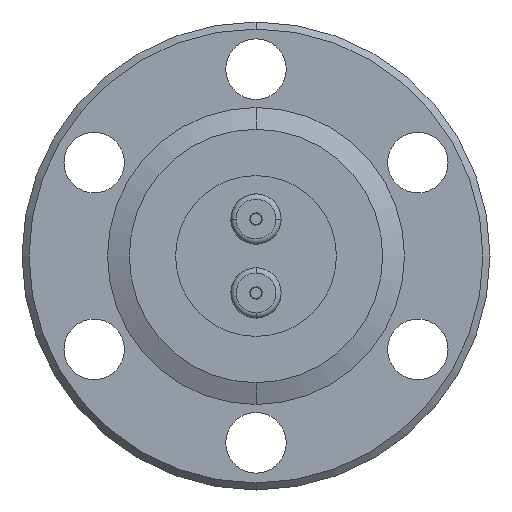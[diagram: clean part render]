
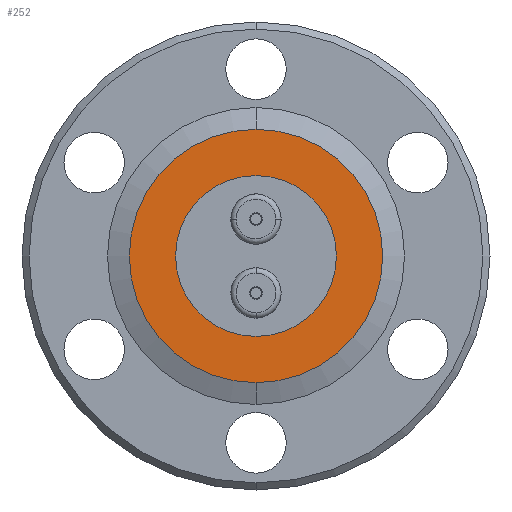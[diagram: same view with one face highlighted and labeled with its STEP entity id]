
A CAD part, front view. The second image highlights one B-rep face of the part: STEP entity #252.
In plain terms, the highlighted planar face has unit normal (0, -1, 0).
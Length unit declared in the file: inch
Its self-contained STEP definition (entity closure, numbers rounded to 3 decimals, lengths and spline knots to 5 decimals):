
#162 = DIRECTION ( 'NONE',  ( 0., 0., 1. ) ) ;
#164 = DIRECTION ( 'NONE',  ( 0., 1., 0. ) ) ;
#166 = PLANE ( 'NONE',  #970 ) ;
#175 = CARTESIAN_POINT ( 'NONE',  ( 0.24354, 0.07758, -0.26301 ) ) ;
#252 = ADVANCED_FACE ( 'NONE', ( #1847, #1841 ), #166, .F. ) ;
#514 = CARTESIAN_POINT ( 'NONE',  ( -0.11646, 0.07758, 0.09699 ) ) ;
#515 = CARTESIAN_POINT ( 'NONE',  ( -0.11646, 0.07758, -0.62301 ) ) ;
#518 = CARTESIAN_POINT ( 'NONE',  ( -0.11646, 0.07758, -0.03451 ) ) ;
#519 = CARTESIAN_POINT ( 'NONE',  ( -0.11646, 0.07758, -0.49151 ) ) ;
#646 = DIRECTION ( 'NONE',  ( 0., 0., 1. ) ) ;
#648 = DIRECTION ( 'NONE',  ( 0., -1., 0. ) ) ;
#649 = CARTESIAN_POINT ( 'NONE',  ( -0.11646, 0.07758, -0.26301 ) ) ;
#923 = AXIS2_PLACEMENT_3D ( 'NONE', #1097, #1094, #1089 ) ;
#968 = AXIS2_PLACEMENT_3D ( 'NONE', #1083, #1081, #1080 ) ;
#970 = AXIS2_PLACEMENT_3D ( 'NONE', #175, #164, #162 ) ;
#999 = AXIS2_PLACEMENT_3D ( 'NONE', #649, #648, #646 ) ;
#1046 = AXIS2_PLACEMENT_3D ( 'NONE', #1992, #1975, #1974 ) ;
#1080 = DIRECTION ( 'NONE',  ( 0., 0., 1. ) ) ;
#1081 = DIRECTION ( 'NONE',  ( 0., -1., 0. ) ) ;
#1083 = CARTESIAN_POINT ( 'NONE',  ( -0.11646, 0.07758, -0.26301 ) ) ;
#1089 = DIRECTION ( 'NONE',  ( 0., 0., 1. ) ) ;
#1094 = DIRECTION ( 'NONE',  ( 0., -1., 0. ) ) ;
#1097 = CARTESIAN_POINT ( 'NONE',  ( -0.11646, 0.07758, -0.26301 ) ) ;
#1211 = EDGE_CURVE ( 'NONE', #2147, #2146, #1706, .T. ) ;
#1276 = EDGE_CURVE ( 'NONE', #2151, #2150, #1678, .T. ) ;
#1327 = EDGE_CURVE ( 'NONE', #2146, #2147, #1612, .T. ) ;
#1333 = EDGE_CURVE ( 'NONE', #2150, #2151, #1596, .T. ) ;
#1596 = CIRCLE ( 'NONE', #1046, 0.2285 ) ;
#1612 = CIRCLE ( 'NONE', #999, 0.36 ) ;
#1678 = CIRCLE ( 'NONE', #968, 0.2285 ) ;
#1706 = CIRCLE ( 'NONE', #923, 0.36 ) ;
#1841 = FACE_OUTER_BOUND ( 'NONE', #2059, .T. ) ;
#1847 = FACE_BOUND ( 'NONE', #2061, .T. ) ;
#1974 = DIRECTION ( 'NONE',  ( 0., 0., 1. ) ) ;
#1975 = DIRECTION ( 'NONE',  ( 0., -1., 0. ) ) ;
#1992 = CARTESIAN_POINT ( 'NONE',  ( -0.11646, 0.07758, -0.26301 ) ) ;
#2059 = EDGE_LOOP ( 'NONE', ( #2386, #2385 ) ) ;
#2061 = EDGE_LOOP ( 'NONE', ( #2304, #2387 ) ) ;
#2146 = VERTEX_POINT ( 'NONE', #514 ) ;
#2147 = VERTEX_POINT ( 'NONE', #515 ) ;
#2150 = VERTEX_POINT ( 'NONE', #518 ) ;
#2151 = VERTEX_POINT ( 'NONE', #519 ) ;
#2304 = ORIENTED_EDGE ( 'NONE', *, *, #1333, .F. ) ;
#2385 = ORIENTED_EDGE ( 'NONE', *, *, #1211, .T. ) ;
#2386 = ORIENTED_EDGE ( 'NONE', *, *, #1327, .T. ) ;
#2387 = ORIENTED_EDGE ( 'NONE', *, *, #1276, .F. ) ;
